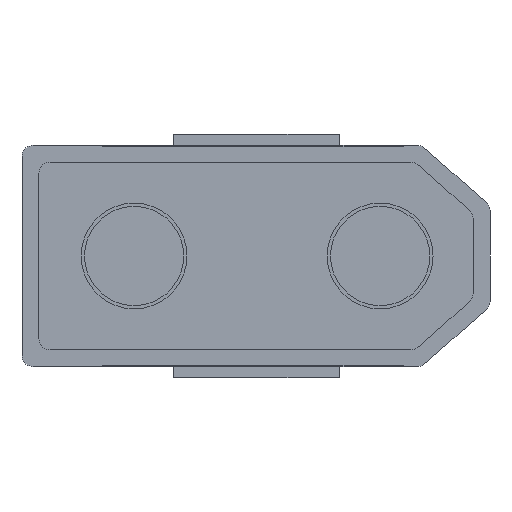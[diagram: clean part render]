
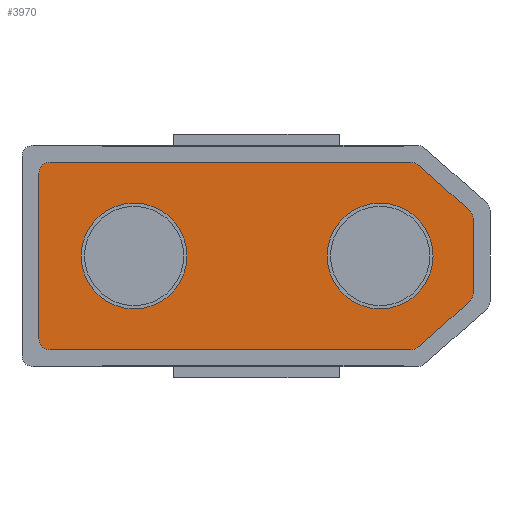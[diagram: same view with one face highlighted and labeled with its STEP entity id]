
A CAD part, front view. The second image highlights one B-rep face of the part: STEP entity #3970.
In plain terms, the highlighted planar face has unit normal (0, -1, 0).
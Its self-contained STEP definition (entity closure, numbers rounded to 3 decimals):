
#2=CARTESIAN_POINT('',(-5.475,0.,0.));
#3=DIRECTION('',(0.,-1.,0.));
#4=DIRECTION('',(1.,0.,0.));
#5=AXIS2_PLACEMENT_3D('',#2,#3,#4);
#7=CARTESIAN_POINT('',(-5.475,0.,0.));
#8=DIRECTION('',(0.,-1.,0.));
#9=DIRECTION('',(-1.,0.,0.));
#10=AXIS2_PLACEMENT_3D('',#7,#8,#9);
#12=CARTESIAN_POINT('',(5.575,0.,0.));
#13=DIRECTION('',(0.,-1.,0.));
#14=DIRECTION('',(1.,0.,0.));
#15=AXIS2_PLACEMENT_3D('',#12,#13,#14);
#17=CARTESIAN_POINT('',(5.575,0.,0.));
#18=DIRECTION('',(0.,-1.,0.));
#19=DIRECTION('',(-1.,0.,0.));
#20=AXIS2_PLACEMENT_3D('',#17,#18,#19);
#22=CARTESIAN_POINT('',(6.961,0.,3.71));
#23=DIRECTION('',(0.,-1.,0.));
#24=DIRECTION('',(0.663,0.,0.749));
#25=AXIS2_PLACEMENT_3D('',#22,#23,#24);
#27=DIRECTION('',(-0.749,0.,0.663));
#28=VECTOR('',#27,3.057);
#29=CARTESIAN_POINT('',(9.581,0.,2.059));
#30=LINE('',#29,#28);
#31=CARTESIAN_POINT('',(9.25,0.,1.685));
#32=DIRECTION('',(0.,-1.,0.));
#33=DIRECTION('',(1.,0.,0.));
#34=AXIS2_PLACEMENT_3D('',#31,#32,#33);
#36=DIRECTION('',(0.,0.,-1.));
#37=VECTOR('',#36,3.369);
#38=CARTESIAN_POINT('',(9.75,0.,1.685));
#39=LINE('',#38,#37);
#40=CARTESIAN_POINT('',(9.25,0.,-1.685));
#41=DIRECTION('',(0.,-1.,0.));
#42=DIRECTION('',(0.663,0.,-0.749));
#43=AXIS2_PLACEMENT_3D('',#40,#41,#42);
#45=DIRECTION('',(0.749,0.,0.663));
#46=VECTOR('',#45,3.057);
#47=CARTESIAN_POINT('',(7.292,0.,-4.084));
#48=LINE('',#47,#46);
#49=CARTESIAN_POINT('',(6.961,0.,-3.71));
#50=DIRECTION('',(0.,-1.,0.));
#51=DIRECTION('',(0.,0.,-1.));
#52=AXIS2_PLACEMENT_3D('',#49,#50,#51);
#54=DIRECTION('',(-1.,0.,0.));
#55=VECTOR('',#54,16.211);
#56=CARTESIAN_POINT('',(6.961,0.,-4.21));
#57=LINE('',#56,#55);
#58=CARTESIAN_POINT('',(-9.25,0.,-3.71));
#59=DIRECTION('',(0.,-1.,0.));
#60=DIRECTION('',(-1.,0.,0.));
#61=AXIS2_PLACEMENT_3D('',#58,#59,#60);
#63=DIRECTION('',(0.,0.,1.));
#64=VECTOR('',#63,7.42);
#65=CARTESIAN_POINT('',(-9.75,0.,-3.71));
#66=LINE('',#65,#64);
#67=CARTESIAN_POINT('',(-9.25,0.,3.71));
#68=DIRECTION('',(0.,-1.,0.));
#69=DIRECTION('',(0.,0.,1.));
#70=AXIS2_PLACEMENT_3D('',#67,#68,#69);
#72=DIRECTION('',(1.,0.,0.));
#73=VECTOR('',#72,16.211);
#74=CARTESIAN_POINT('',(-9.25,0.,4.21));
#75=LINE('',#74,#73);
#3199=CARTESIAN_POINT('',(-3.1,0.,0.));
#3200=CARTESIAN_POINT('',(-7.85,0.,0.));
#3201=VERTEX_POINT('',#3199);
#3202=VERTEX_POINT('',#3200);
#3203=CARTESIAN_POINT('',(7.95,0.,0.));
#3204=CARTESIAN_POINT('',(3.2,0.,0.));
#3205=VERTEX_POINT('',#3203);
#3206=VERTEX_POINT('',#3204);
#3879=CARTESIAN_POINT('',(7.292,0.,4.084));
#3881=VERTEX_POINT('',#3879);
#3883=CARTESIAN_POINT('',(6.961,0.,4.21));
#3884=VERTEX_POINT('',#3883);
#3887=CARTESIAN_POINT('',(9.75,0.,1.685));
#3888=CARTESIAN_POINT('',(9.581,0.,2.059));
#3889=VERTEX_POINT('',#3887);
#3890=VERTEX_POINT('',#3888);
#3895=CARTESIAN_POINT('',(9.581,0.,-2.059));
#3897=VERTEX_POINT('',#3895);
#3899=CARTESIAN_POINT('',(9.75,0.,-1.685));
#3900=VERTEX_POINT('',#3899);
#3903=CARTESIAN_POINT('',(6.961,0.,-4.21));
#3904=CARTESIAN_POINT('',(7.292,0.,-4.084));
#3905=VERTEX_POINT('',#3903);
#3906=VERTEX_POINT('',#3904);
#3911=CARTESIAN_POINT('',(-9.75,0.,-3.71));
#3912=CARTESIAN_POINT('',(-9.25,0.,-4.21));
#3913=VERTEX_POINT('',#3911);
#3914=VERTEX_POINT('',#3912);
#3919=CARTESIAN_POINT('',(-9.25,0.,4.21));
#3920=CARTESIAN_POINT('',(-9.75,0.,3.71));
#3921=VERTEX_POINT('',#3919);
#3922=VERTEX_POINT('',#3920);
#3927=CARTESIAN_POINT('',(0.,0.,0.));
#3928=DIRECTION('',(0.,1.,0.));
#3929=DIRECTION('',(1.,0.,0.));
#3930=AXIS2_PLACEMENT_3D('',#3927,#3928,#3929);
#3931=PLANE('',#3930);
#3933=ORIENTED_EDGE('',*,*,#3932,.F.);
#3935=ORIENTED_EDGE('',*,*,#3934,.F.);
#3937=ORIENTED_EDGE('',*,*,#3936,.F.);
#3939=ORIENTED_EDGE('',*,*,#3938,.T.);
#3941=ORIENTED_EDGE('',*,*,#3940,.F.);
#3943=ORIENTED_EDGE('',*,*,#3942,.F.);
#3945=ORIENTED_EDGE('',*,*,#3944,.F.);
#3947=ORIENTED_EDGE('',*,*,#3946,.T.);
#3949=ORIENTED_EDGE('',*,*,#3948,.F.);
#3951=ORIENTED_EDGE('',*,*,#3950,.T.);
#3953=ORIENTED_EDGE('',*,*,#3952,.F.);
#3955=ORIENTED_EDGE('',*,*,#3954,.T.);
#3956=EDGE_LOOP('',(#3933,#3935,#3937,#3939,#3941,#3943,#3945,#3947,#3949,#3951,
#3953,#3955));
#3957=FACE_OUTER_BOUND('',#3956,.F.);
#3959=ORIENTED_EDGE('',*,*,#3958,.T.);
#3961=ORIENTED_EDGE('',*,*,#3960,.T.);
#3962=EDGE_LOOP('',(#3959,#3961));
#3963=FACE_BOUND('',#3962,.F.);
#3965=ORIENTED_EDGE('',*,*,#3964,.T.);
#3967=ORIENTED_EDGE('',*,*,#3966,.T.);
#3968=EDGE_LOOP('',(#3965,#3967));
#3969=FACE_BOUND('',#3968,.F.);
#3970=ADVANCED_FACE('',(#3957,#3963,#3969),#3931,.F.);
#6=CIRCLE('',#5,2.375);
#11=CIRCLE('',#10,2.375);
#16=CIRCLE('',#15,2.375);
#21=CIRCLE('',#20,2.375);
#26=CIRCLE('',#25,0.5);
#35=CIRCLE('',#34,0.5);
#44=CIRCLE('',#43,0.5);
#53=CIRCLE('',#52,0.5);
#62=CIRCLE('',#61,0.5);
#71=CIRCLE('',#70,0.5);
#3932=EDGE_CURVE('',#3881,#3884,#26,.T.);
#3934=EDGE_CURVE('',#3890,#3881,#30,.T.);
#3936=EDGE_CURVE('',#3889,#3890,#35,.T.);
#3938=EDGE_CURVE('',#3889,#3900,#39,.T.);
#3940=EDGE_CURVE('',#3897,#3900,#44,.T.);
#3942=EDGE_CURVE('',#3906,#3897,#48,.T.);
#3944=EDGE_CURVE('',#3905,#3906,#53,.T.);
#3946=EDGE_CURVE('',#3905,#3914,#57,.T.);
#3948=EDGE_CURVE('',#3913,#3914,#62,.T.);
#3950=EDGE_CURVE('',#3913,#3922,#66,.T.);
#3952=EDGE_CURVE('',#3921,#3922,#71,.T.);
#3954=EDGE_CURVE('',#3921,#3884,#75,.T.);
#3958=EDGE_CURVE('',#3205,#3206,#16,.T.);
#3960=EDGE_CURVE('',#3206,#3205,#21,.T.);
#3964=EDGE_CURVE('',#3201,#3202,#6,.T.);
#3966=EDGE_CURVE('',#3202,#3201,#11,.T.);
